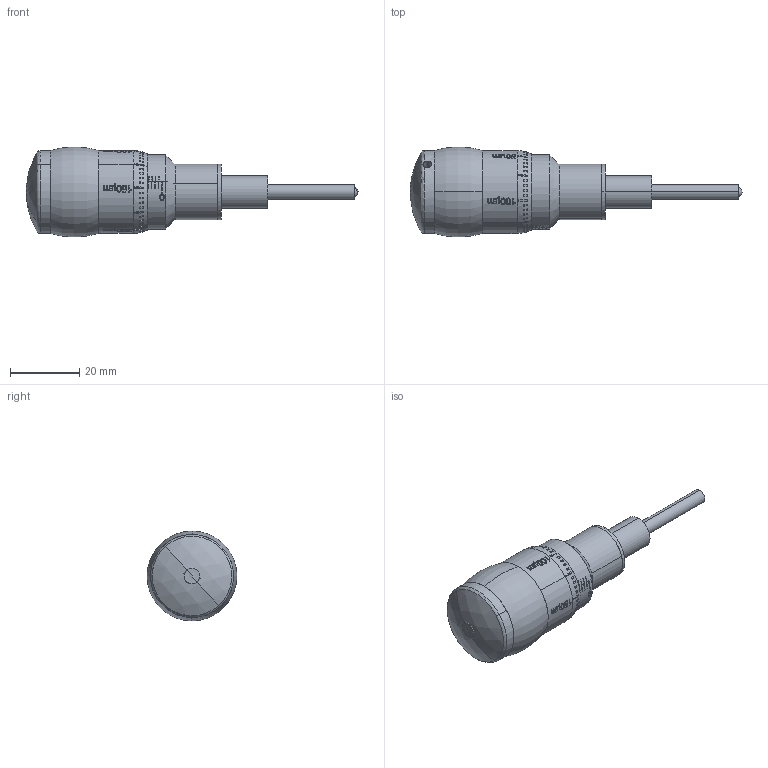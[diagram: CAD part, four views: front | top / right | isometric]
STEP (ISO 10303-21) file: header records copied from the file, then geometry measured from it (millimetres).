
FILE_DESCRIPTION (( 'STEP AP214' ), '1' );
FILE_NAME ('10880-E0W.step', '2007-10-25T00:21:02', ( ' ' ), ( ' ' ), 'SwSTEP 2.0', 'SolidWorks 2007', '' );
FILE_SCHEMA (( 'AUTOMOTIVE_DESIGN' ));
Length unit declared in the file: inch
Products named in the file (1): 10880-E0W
Bounding box: 95.96 x 26 x 26 mm (x, y, z)
Surface area: 8140.2 mm2 (no closed solid volume)
Topology: 0 solids, 9 shells, 554 faces, 1721 edges, 1198 vertices
Faces by surface type: plane 262, bspline 170, cylinder 100, cone 12, torus 6, sphere 4
Entity records: 48658 total; most frequent: CARTESIAN_POINT 27550, ORIENTED_EDGE 2968, DIRECTION 2427, EDGE_CURVE 1716, VERTEX_POINT 1195, AXIS2_PLACEMENT_3D 949, EDGE_LOOP 636, B_SPLINE_CURVE_WITH_KNOTS 623
